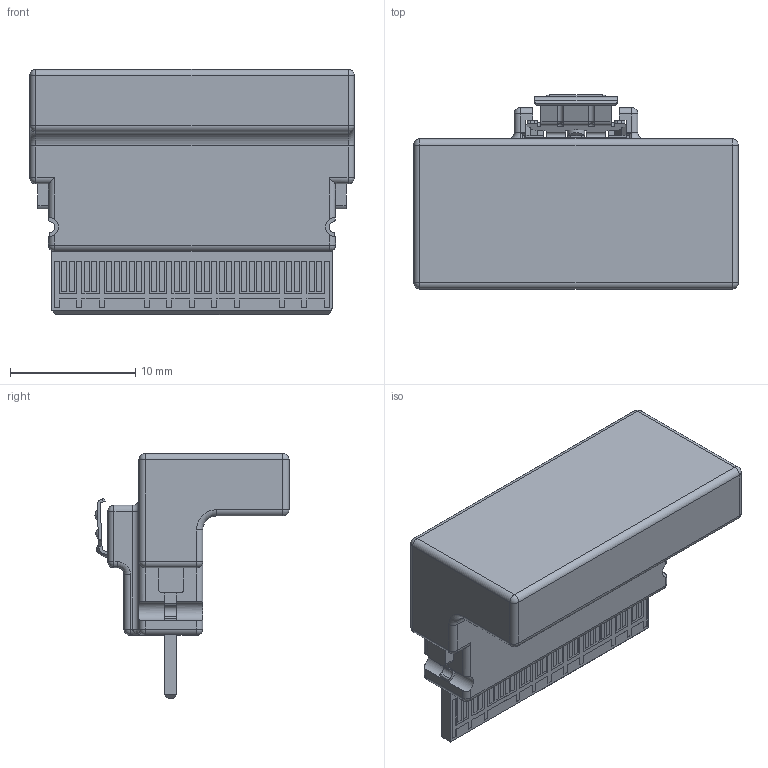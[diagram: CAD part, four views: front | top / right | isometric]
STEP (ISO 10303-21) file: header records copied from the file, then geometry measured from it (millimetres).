
FILE_DESCRIPTION((''),'2;1');
FILE_NAME('8I_OUTER-MOLD_SALES','2021-02-08T',('t01395'),(''),'PRO/ENGINEER BY PARAMETRIC TECHNOLOGY CORPORATION, 2007450','PRO/ENGINEER BY PARAMETRIC TECHNOLOGY CORPORATION, 2007450','');
FILE_SCHEMA(('CONFIG_CONTROL_DESIGN'));
Length unit declared in the file: millimetre
Products named in the file (1): 8I_OUTER-MOLD_SALES
Bounding box: 25.95 x 15.52 x 19.6 mm (x, y, z)
Volume: 2915.7 mm3; surface area: 2036 mm2
Topology: 1 solids, 3 shells, 800 faces, 2163 edges, 1388 vertices
Faces by surface type: plane 604, cylinder 138, sphere 36, bspline 10, torus 10, cone 2
Entity records: 25827 total; most frequent: CARTESIAN_POINT 5682, ORIENTED_EDGE 4254, DIRECTION 4009, EDGE_CURVE 2127, VECTOR 1749, LINE 1749, VERTEX_POINT 1389, AXIS2_PLACEMENT_3D 1130
